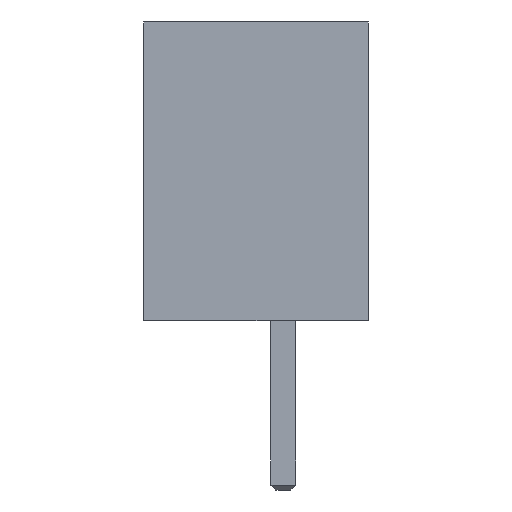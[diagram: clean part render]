
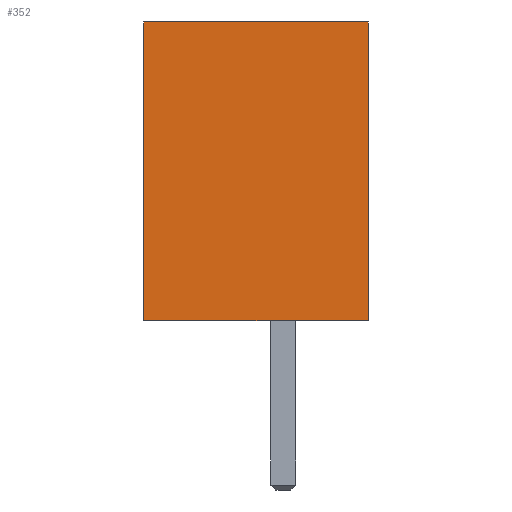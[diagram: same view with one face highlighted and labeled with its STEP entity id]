
A CAD part, left-side view. The second image highlights one B-rep face of the part: STEP entity #352.
In plain terms, the highlighted planar face has unit normal (-1, 0, 0).
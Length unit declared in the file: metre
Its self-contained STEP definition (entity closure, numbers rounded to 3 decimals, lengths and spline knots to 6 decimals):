
#352 = ADVANCED_FACE( '', ( #848 ), #849, .F. );
#848 = FACE_OUTER_BOUND( '', #1525, .T. );
#849 = PLANE( '', #1526 );
#1525 = EDGE_LOOP( '', ( #2358, #2359, #2360, #2361 ) );
#1526 = AXIS2_PLACEMENT_3D( '', #2362, #2363, #2364 );
#2358 = ORIENTED_EDGE( '', *, *, #3949, .T. );
#2359 = ORIENTED_EDGE( '', *, *, #3907, .F. );
#2360 = ORIENTED_EDGE( '', *, *, #3950, .F. );
#2361 = ORIENTED_EDGE( '', *, *, #3951, .T. );
#2362 = CARTESIAN_POINT( '', ( -0.01095, 0.00055, 0.0016 ) );
#2363 = DIRECTION( '', ( 1., 0., 0. ) );
#2364 = DIRECTION( '', ( 0., 0., -1. ) );
#3907 = EDGE_CURVE( '', #4676, #4678, #4679, .T. );
#3949 = EDGE_CURVE( '', #4747, #4678, #4748, .T. );
#3950 = EDGE_CURVE( '', #4749, #4676, #4750, .T. );
#3951 = EDGE_CURVE( '', #4749, #4747, #4751, .T. );
#4676 = VERTEX_POINT( '', #5740 );
#4678 = VERTEX_POINT( '', #5743 );
#4679 = LINE( '', #5744, #5745 );
#4747 = VERTEX_POINT( '', #5846 );
#4748 = LINE( '', #5847, #5848 );
#4749 = VERTEX_POINT( '', #5849 );
#4750 = LINE( '', #5850, #5851 );
#4751 = LINE( '', #5852, #5853 );
#5740 = CARTESIAN_POINT( '', ( -0.01095, -0.0017, 0.006 ) );
#5743 = CARTESIAN_POINT( '', ( -0.01095, -0.0017, 0. ) );
#5744 = CARTESIAN_POINT( '', ( -0.01095, -0.0017, 0.0016 ) );
#5745 = VECTOR( '', #6895, 1. );
#5846 = CARTESIAN_POINT( '', ( -0.01095, 0.0028, 0. ) );
#5847 = CARTESIAN_POINT( '', ( -0.01095, 0.00055, 0. ) );
#5848 = VECTOR( '', #6929, 1. );
#5849 = CARTESIAN_POINT( '', ( -0.01095, 0.0028, 0.006 ) );
#5850 = CARTESIAN_POINT( '', ( -0.01095, 0.00055, 0.006 ) );
#5851 = VECTOR( '', #6930, 1. );
#5852 = CARTESIAN_POINT( '', ( -0.01095, 0.0028, 0.0016 ) );
#5853 = VECTOR( '', #6931, 1. );
#6895 = DIRECTION( '', ( 0., 0., -1. ) );
#6929 = DIRECTION( '', ( 0., -1., 0. ) );
#6930 = DIRECTION( '', ( 0., -1., 0. ) );
#6931 = DIRECTION( '', ( 0., 0., -1. ) );
